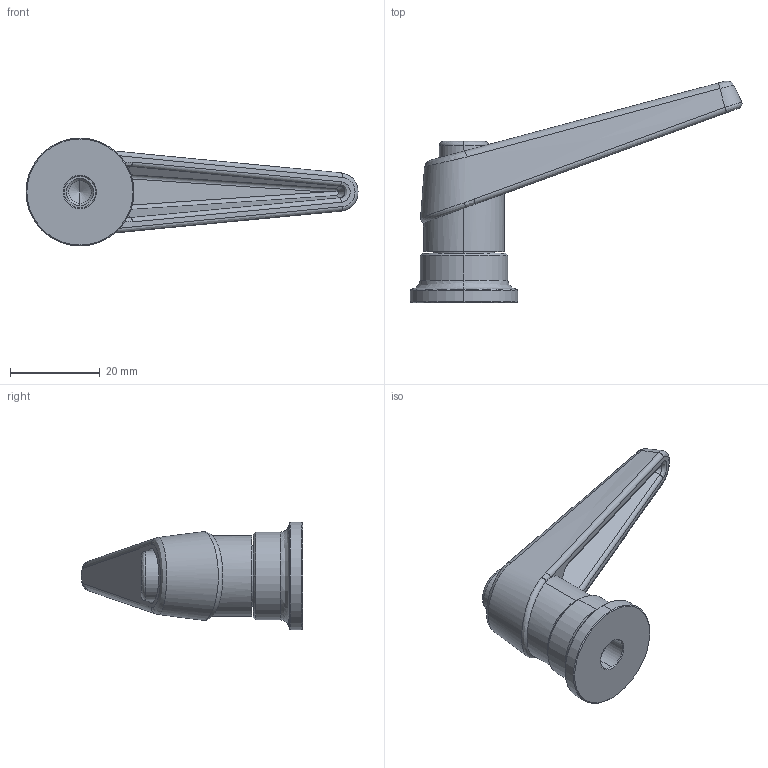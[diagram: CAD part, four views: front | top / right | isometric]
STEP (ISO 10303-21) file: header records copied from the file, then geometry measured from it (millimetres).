
FILE_DESCRIPTION(('STEP AP214'),'1');
FILE_NAME('HALDERN_EH_24420_1012.stp','2014-05-22T13:26:13',('TraceParts'),('TraceParts S.A.'),'XStep 1.0',' ',' ');
FILE_SCHEMA(('automotive_design'));
Length unit declared in the file: millimetre
Products named in the file (2): EH_24420_1012|EH_24420_1012-01;Imported1; EH_24420_1012|EH_24420_1012-02;Imported1
Bounding box: 73.83 x 49.27 x 24 mm (x, y, z)
Volume: 13627.5 mm3; surface area: 7444 mm2
Topology: 2 solids, 2 shells, 89 faces, 209 edges, 126 vertices
Faces by surface type: bspline 31, cylinder 24, plane 22, cone 12
Entity records: 9136 total; most frequent: CARTESIAN_POINT 4941, STYLED_ITEM 420, PRESENTATION_STYLE_ASSIGNMENT 420, COLOUR_RGB 420, ORIENTED_EDGE 406, DIRECTION 314, EDGE_CURVE 203, CURVE_STYLE 203
